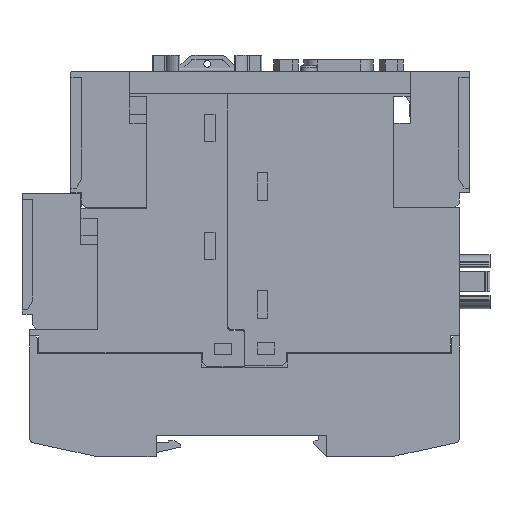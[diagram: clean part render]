
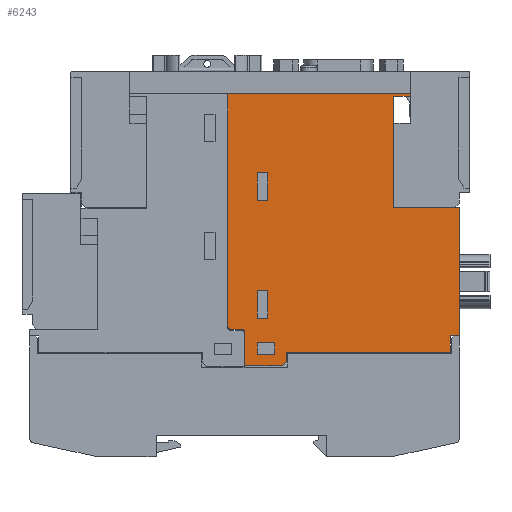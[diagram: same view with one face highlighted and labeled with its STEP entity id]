
A CAD part, left-side view. The second image highlights one B-rep face of the part: STEP entity #6243.
In plain terms, the highlighted planar face has unit normal (-1, 0, 0).
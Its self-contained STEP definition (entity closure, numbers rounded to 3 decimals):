
#6243=ADVANCED_FACE('',(#13204,#13205,#13206,#13207),#13208,.T.);
#13204=FACE_OUTER_BOUND('',#20780,.T.);
#13205=FACE_BOUND('',#20781,.T.);
#13206=FACE_BOUND('',#20782,.T.);
#13207=FACE_BOUND('',#20783,.T.);
#13208=PLANE('',#20784);
#20780=EDGE_LOOP('',(#40515,#40516,#40517,#40518,#40519,#40520,#40521,#40522,#40523,#40524,#40525,#40526,#40527,#40528,#40529,#40530,#40531,#40532));
#20781=EDGE_LOOP('',(#40533,#40534,#40535,#40536));
#20782=EDGE_LOOP('',(#40537,#40538,#40539,#40540));
#20783=EDGE_LOOP('',(#40541,#40542,#40543,#40544));
#20784=AXIS2_PLACEMENT_3D('',#40545,#40546,#40547);
#40515=ORIENTED_EDGE('',*,*,#53356,.F.);
#40516=ORIENTED_EDGE('',*,*,#53225,.F.);
#40517=ORIENTED_EDGE('',*,*,#53247,.F.);
#40518=ORIENTED_EDGE('',*,*,#53239,.F.);
#40519=ORIENTED_EDGE('',*,*,#53231,.F.);
#40520=ORIENTED_EDGE('',*,*,#53213,.F.);
#40521=ORIENTED_EDGE('',*,*,#53379,.F.);
#40522=ORIENTED_EDGE('',*,*,#53375,.F.);
#40523=ORIENTED_EDGE('',*,*,#50190,.F.);
#40524=ORIENTED_EDGE('',*,*,#53372,.F.);
#40525=ORIENTED_EDGE('',*,*,#53368,.F.);
#40526=ORIENTED_EDGE('',*,*,#51601,.F.);
#40527=ORIENTED_EDGE('',*,*,#51608,.F.);
#40528=ORIENTED_EDGE('',*,*,#49529,.F.);
#40529=ORIENTED_EDGE('',*,*,#49599,.F.);
#40530=ORIENTED_EDGE('',*,*,#53207,.F.);
#40531=ORIENTED_EDGE('',*,*,#53364,.F.);
#40532=ORIENTED_EDGE('',*,*,#53360,.F.);
#40533=ORIENTED_EDGE('',*,*,#53293,.T.);
#40534=ORIENTED_EDGE('',*,*,#53299,.T.);
#40535=ORIENTED_EDGE('',*,*,#53288,.T.);
#40536=ORIENTED_EDGE('',*,*,#53303,.T.);
#40537=ORIENTED_EDGE('',*,*,#53310,.T.);
#40538=ORIENTED_EDGE('',*,*,#53316,.T.);
#40539=ORIENTED_EDGE('',*,*,#53305,.T.);
#40540=ORIENTED_EDGE('',*,*,#53320,.T.);
#40541=ORIENTED_EDGE('',*,*,#53344,.T.);
#40542=ORIENTED_EDGE('',*,*,#53350,.T.);
#40543=ORIENTED_EDGE('',*,*,#53339,.T.);
#40544=ORIENTED_EDGE('',*,*,#53354,.T.);
#40545=CARTESIAN_POINT('',(0.085,36.414,54.066));
#40546=DIRECTION('',(-1.0,0.0,0.0));
#40547=DIRECTION('',(0.0,1.0,0.0));
#49529=EDGE_CURVE('',#60647,#60649,#60650,.T.);
#49599=EDGE_CURVE('',#60773,#60647,#60775,.T.);
#50190=EDGE_CURVE('',#61660,#61661,#61662,.T.);
#51601=EDGE_CURVE('',#63686,#63688,#63689,.T.);
#51608=EDGE_CURVE('',#60649,#63686,#63698,.T.);
#53207=EDGE_CURVE('',#66041,#60773,#66043,.T.);
#53213=EDGE_CURVE('',#66052,#66054,#66055,.T.);
#53225=EDGE_CURVE('',#66074,#66076,#66077,.T.);
#53231=EDGE_CURVE('',#66054,#66086,#66087,.T.);
#53239=EDGE_CURVE('',#66086,#66098,#66099,.T.);
#53247=EDGE_CURVE('',#66098,#66074,#66110,.T.);
#53288=EDGE_CURVE('',#66168,#66169,#66170,.T.);
#53293=EDGE_CURVE('',#66177,#66178,#66179,.T.);
#53299=EDGE_CURVE('',#66178,#66168,#66187,.T.);
#53303=EDGE_CURVE('',#66169,#66177,#66191,.T.);
#53305=EDGE_CURVE('',#66193,#66194,#66195,.T.);
#53310=EDGE_CURVE('',#66202,#66203,#66204,.T.);
#53316=EDGE_CURVE('',#66203,#66193,#66212,.T.);
#53320=EDGE_CURVE('',#66194,#66202,#66216,.T.);
#53339=EDGE_CURVE('',#66243,#66244,#66245,.T.);
#53344=EDGE_CURVE('',#66252,#66253,#66254,.T.);
#53350=EDGE_CURVE('',#66253,#66243,#66262,.T.);
#53354=EDGE_CURVE('',#66244,#66252,#66266,.T.);
#53356=EDGE_CURVE('',#66076,#66268,#66269,.T.);
#53360=EDGE_CURVE('',#66268,#66274,#66275,.T.);
#53364=EDGE_CURVE('',#66274,#66041,#66280,.T.);
#53368=EDGE_CURVE('',#63688,#66284,#66285,.T.);
#53372=EDGE_CURVE('',#66284,#61660,#66290,.T.);
#53375=EDGE_CURVE('',#61661,#66293,#66294,.T.);
#53379=EDGE_CURVE('',#66293,#66052,#66299,.T.);
#60647=VERTEX_POINT('',#76824);
#60649=VERTEX_POINT('',#76827);
#60650=LINE('',#76828,#76829);
#60773=VERTEX_POINT('',#77005);
#60775=LINE('',#77008,#77009);
#61660=VERTEX_POINT('',#78220);
#61661=VERTEX_POINT('',#78221);
#61662=LINE('',#78222,#78223);
#63686=VERTEX_POINT('',#81129);
#63688=VERTEX_POINT('',#81132);
#63689=LINE('',#81133,#81134);
#63698=LINE('',#81148,#81149);
#66041=VERTEX_POINT('',#84523);
#66043=LINE('',#84526,#84527);
#66052=VERTEX_POINT('',#84539);
#66054=VERTEX_POINT('',#84542);
#66055=LINE('',#84543,#84544);
#66074=VERTEX_POINT('',#84572);
#66076=VERTEX_POINT('',#84575);
#66077=LINE('',#84576,#84577);
#66086=VERTEX_POINT('',#84590);
#66087=LINE('',#84591,#84592);
#66098=VERTEX_POINT('',#84608);
#66099=LINE('',#84609,#84610);
#66110=LINE('',#84626,#84627);
#66168=VERTEX_POINT('',#84713);
#66169=VERTEX_POINT('',#84714);
#66170=LINE('',#84715,#84716);
#66177=VERTEX_POINT('',#84726);
#66178=VERTEX_POINT('',#84727);
#66179=LINE('',#84728,#84729);
#66187=LINE('',#84741,#84742);
#66191=LINE('',#84747,#84748);
#66193=VERTEX_POINT('',#84750);
#66194=VERTEX_POINT('',#84751);
#66195=LINE('',#84752,#84753);
#66202=VERTEX_POINT('',#84763);
#66203=VERTEX_POINT('',#84764);
#66204=LINE('',#84765,#84766);
#66212=LINE('',#84778,#84779);
#66216=LINE('',#84784,#84785);
#66243=VERTEX_POINT('',#84824);
#66244=VERTEX_POINT('',#84825);
#66245=LINE('',#84826,#84827);
#66252=VERTEX_POINT('',#84837);
#66253=VERTEX_POINT('',#84838);
#66254=LINE('',#84839,#84840);
#66262=LINE('',#84852,#84853);
#66266=LINE('',#84858,#84859);
#66268=VERTEX_POINT('',#84861);
#66269=CIRCLE('',#84862,0.5);
#66274=VERTEX_POINT('',#84868);
#66275=LINE('',#84869,#84870);
#66280=CIRCLE('',#84877,1.);
#66284=VERTEX_POINT('',#84882);
#66285=LINE('',#84883,#84884);
#66290=LINE('',#84891,#84892);
#66293=VERTEX_POINT('',#84896);
#66294=LINE('',#84897,#84898);
#66299=LINE('',#84905,#84906);
#76824=CARTESIAN_POINT('',(0.085,18.88,86.2));
#76827=CARTESIAN_POINT('',(0.085,18.88,85.9));
#76828=CARTESIAN_POINT('',(0.085,18.88,86.2));
#76829=VECTOR('',#92827,1.0);
#77005=CARTESIAN_POINT('',(0.085,62.33,86.2));
#77008=CARTESIAN_POINT('',(0.085,62.33,86.2));
#77009=VECTOR('',#92909,1.0);
#78220=CARTESIAN_POINT('',(0.085,7.33,59.2));
#78221=CARTESIAN_POINT('',(0.085,7.33,28.8));
#78222=CARTESIAN_POINT('',(0.085,7.33,59.2));
#78223=VECTOR('',#93560,1.0);
#81129=CARTESIAN_POINT('',(0.085,19.18,85.6));
#81132=CARTESIAN_POINT('',(0.085,22.93,85.6));
#81133=CARTESIAN_POINT('',(0.085,19.18,85.6));
#81134=VECTOR('',#94882,1.0);
#81148=CARTESIAN_POINT('',(0.085,18.88,85.9));
#81149=VECTOR('',#94888,1.0);
#84523=CARTESIAN_POINT('',(0.085,62.33,31.2));
#84526=CARTESIAN_POINT('',(0.085,62.33,31.2));
#84527=VECTOR('',#96389,1.0);
#84539=CARTESIAN_POINT('',(0.085,9.43,24.8));
#84542=CARTESIAN_POINT('',(0.085,48.33,24.8));
#84543=CARTESIAN_POINT('',(0.085,9.43,24.8));
#84544=VECTOR('',#96394,1.0);
#84572=CARTESIAN_POINT('',(0.085,58.33,21.6));
#84575=CARTESIAN_POINT('',(0.085,58.33,29.7));
#84576=CARTESIAN_POINT('',(0.085,58.33,21.6));
#84577=VECTOR('',#96405,1.0);
#84590=CARTESIAN_POINT('',(0.085,48.33,22.6));
#84591=CARTESIAN_POINT('',(0.085,48.33,24.8));
#84592=VECTOR('',#96410,1.0);
#84608=CARTESIAN_POINT('',(0.085,49.33,21.6));
#84609=CARTESIAN_POINT('',(0.085,48.33,22.6));
#84610=VECTOR('',#96416,1.0);
#84626=CARTESIAN_POINT('',(0.085,49.33,21.6));
#84627=VECTOR('',#96422,1.0);
#84713=CARTESIAN_POINT('',(0.085,55.33,60.95));
#84714=CARTESIAN_POINT('',(0.085,55.33,67.45));
#84715=CARTESIAN_POINT('',(0.085,55.33,59.133));
#84716=VECTOR('',#96451,1.0);
#84726=CARTESIAN_POINT('',(0.085,52.83,67.45));
#84727=CARTESIAN_POINT('',(0.085,52.83,60.95));
#84728=CARTESIAN_POINT('',(0.085,52.83,59.133));
#84729=VECTOR('',#96455,1.0);
#84741=CARTESIAN_POINT('',(0.085,45.247,60.95));
#84742=VECTOR('',#96460,1.0);
#84747=CARTESIAN_POINT('',(0.085,45.247,67.45));
#84748=VECTOR('',#96462,1.0);
#84750=CARTESIAN_POINT('',(0.085,55.33,32.95));
#84751=CARTESIAN_POINT('',(0.085,55.33,39.45));
#84752=CARTESIAN_POINT('',(0.085,55.33,45.133));
#84753=VECTOR('',#96463,1.0);
#84763=CARTESIAN_POINT('',(0.085,52.83,39.45));
#84764=CARTESIAN_POINT('',(0.085,52.83,32.95));
#84765=CARTESIAN_POINT('',(0.085,52.83,45.133));
#84766=VECTOR('',#96467,1.0);
#84778=CARTESIAN_POINT('',(0.085,45.247,32.95));
#84779=VECTOR('',#96472,1.0);
#84784=CARTESIAN_POINT('',(0.085,45.247,39.45));
#84785=VECTOR('',#96474,1.0);
#84824=CARTESIAN_POINT('',(0.085,55.33,24.3));
#84825=CARTESIAN_POINT('',(0.085,55.33,27.1));
#84826=CARTESIAN_POINT('',(0.085,55.33,39.883));
#84827=VECTOR('',#96487,1.0);
#84837=CARTESIAN_POINT('',(0.085,51.13,27.1));
#84838=CARTESIAN_POINT('',(0.085,51.13,24.3));
#84839=CARTESIAN_POINT('',(0.085,51.13,39.883));
#84840=VECTOR('',#96491,1.0);
#84852=CARTESIAN_POINT('',(0.085,44.822,24.3));
#84853=VECTOR('',#96496,1.0);
#84858=CARTESIAN_POINT('',(0.085,44.822,27.1));
#84859=VECTOR('',#96498,1.0);
#84861=CARTESIAN_POINT('',(0.085,58.83,30.2));
#84862=AXIS2_PLACEMENT_3D('',#96499,#96500,#96501);
#84868=CARTESIAN_POINT('',(0.085,61.33,30.2));
#84869=CARTESIAN_POINT('',(0.085,58.83,30.2));
#84870=VECTOR('',#96506,1.0);
#84877=AXIS2_PLACEMENT_3D('',#96509,#96510,#96511);
#84882=CARTESIAN_POINT('',(0.085,22.93,59.2));
#84883=CARTESIAN_POINT('',(0.085,22.93,85.6));
#84884=VECTOR('',#96516,1.0);
#84891=CARTESIAN_POINT('',(0.085,22.93,59.2));
#84892=VECTOR('',#96519,1.0);
#84896=CARTESIAN_POINT('',(0.085,9.43,28.8));
#84897=CARTESIAN_POINT('',(0.085,7.33,28.8));
#84898=VECTOR('',#96521,1.0);
#84905=CARTESIAN_POINT('',(0.085,9.43,28.8));
#84906=VECTOR('',#96524,1.0);
#92827=DIRECTION('',(0.0,0.0,-1.0));
#92909=DIRECTION('',(0.0,-1.0,0.0));
#93560=DIRECTION('',(0.0,0.0,-1.0));
#94882=DIRECTION('',(0.0,1.0,0.0));
#94888=DIRECTION('',(0.0,0.707,-0.707));
#96389=DIRECTION('',(0.0,0.0,1.0));
#96394=DIRECTION('',(0.0,1.0,0.0));
#96405=DIRECTION('',(0.0,0.0,1.0));
#96410=DIRECTION('',(0.0,0.0,-1.0));
#96416=DIRECTION('',(0.0,0.707,-0.707));
#96422=DIRECTION('',(0.0,1.0,0.0));
#96451=DIRECTION('',(0.0,0.0,1.0));
#96455=DIRECTION('',(0.0,0.0,-1.0));
#96460=DIRECTION('',(0.0,1.0,0.0));
#96462=DIRECTION('',(0.0,-1.0,0.0));
#96463=DIRECTION('',(0.0,0.0,1.0));
#96467=DIRECTION('',(0.0,0.0,-1.0));
#96472=DIRECTION('',(0.0,1.0,0.0));
#96474=DIRECTION('',(0.0,-1.0,0.0));
#96487=DIRECTION('',(0.0,0.0,1.0));
#96491=DIRECTION('',(0.0,0.0,-1.0));
#96496=DIRECTION('',(0.0,1.0,0.0));
#96498=DIRECTION('',(0.0,-1.0,0.0));
#96499=CARTESIAN_POINT('',(0.085,58.83,29.7));
#96500=DIRECTION('',(-1.0,0.0,0.0));
#96501=DIRECTION('',(0.0,-1.0,0.));
#96506=DIRECTION('',(0.0,1.0,0.0));
#96509=CARTESIAN_POINT('',(0.085,61.33,31.2));
#96510=DIRECTION('',(1.0,0.0,0.0));
#96511=DIRECTION('',(0.0,1.0,0.));
#96516=DIRECTION('',(0.0,0.0,-1.0));
#96519=DIRECTION('',(0.0,-1.0,0.0));
#96521=DIRECTION('',(0.0,1.0,0.0));
#96524=DIRECTION('',(0.0,0.0,-1.0));
